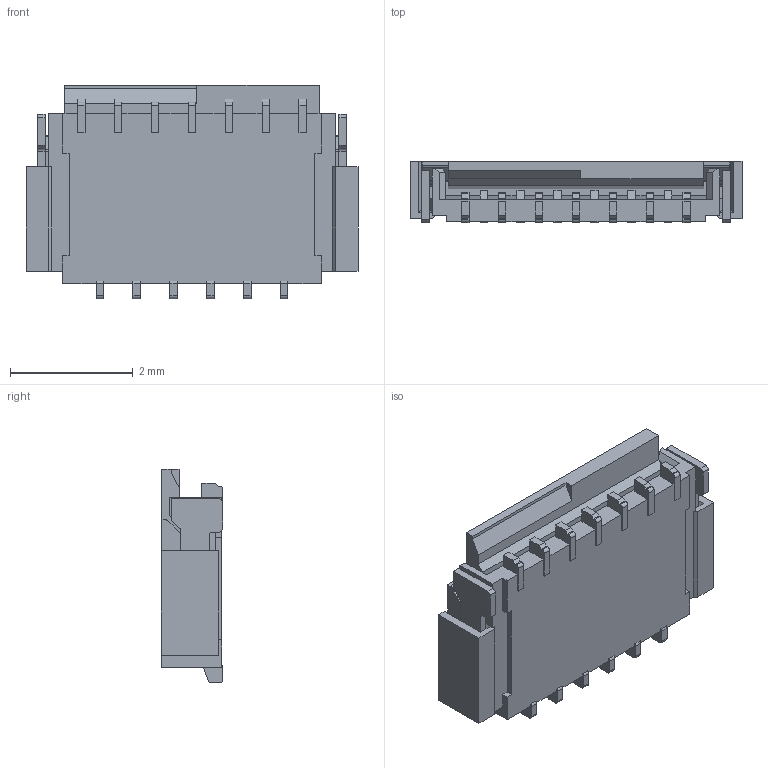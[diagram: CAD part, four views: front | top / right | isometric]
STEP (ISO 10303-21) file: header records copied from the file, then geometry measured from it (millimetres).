
FILE_DESCRIPTION(('FreeCAD Model'),'2;1');
FILE_NAME('Open CASCADE Shape Model','2021-03-27T18:08:55',('Author'),( ''),'Open CASCADE STEP processor 7.4','FreeCAD','Unknown');
FILE_SCHEMA(('AUTOMOTIVE_DESIGN { 1 0 10303 214 1 1 1 1 }'));
Length unit declared in the file: millimetre
Products named in the file (1): TE_1-2328724-3
Bounding box: 5.4 x 1 x 3.48 mm (x, y, z)
Volume: 11.5 mm3; surface area: 78.3 mm2
Topology: 1 solids, 1 shells, 513 faces, 1534 edges, 1008 vertices
Faces by surface type: plane 390, cylinder 123
Entity records: 40977 total; most frequent: CARTESIAN_POINT 6722, DIRECTION 5753, LINE 4050, VECTOR 4050, ORIENTED_EDGE 3068, PCURVE 3068, DEFINITIONAL_REPRESENTATION 3068, EDGE_CURVE 1534
